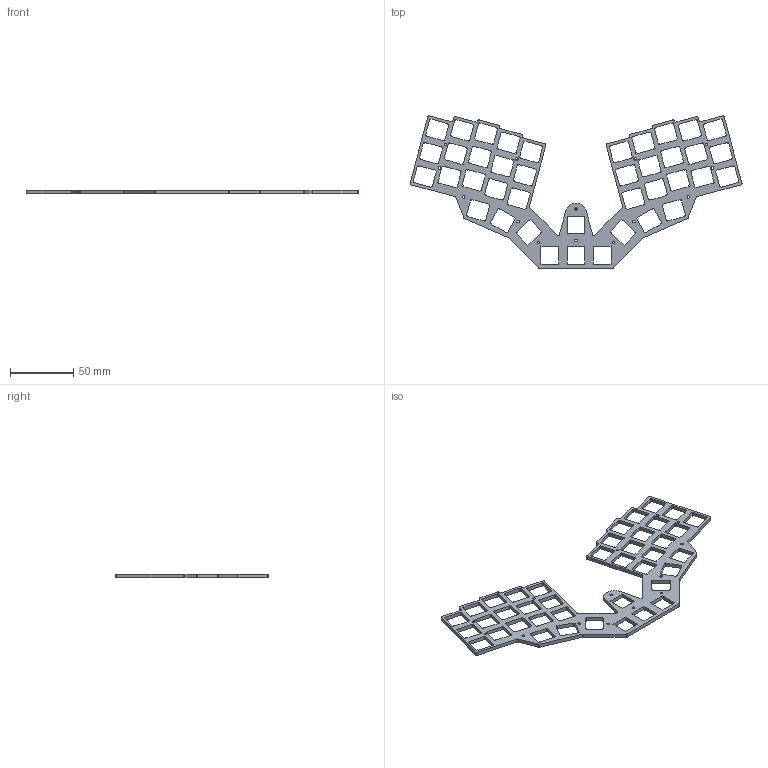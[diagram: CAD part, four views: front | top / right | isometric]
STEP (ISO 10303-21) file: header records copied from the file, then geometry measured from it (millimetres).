
FILE_DESCRIPTION(('HOOPS Exchange Step'),'2;1');
FILE_NAME('temp_export','2022-09-21T12:02:40-04:00',('mobile'),('Shapr3D Limited'),'HOOPS Exchange 2022.1','Shapr3D','Authorized');
FILE_SCHEMA( ('AP203_CONFIGURATION_CONTROLLED_3D_DESIGN_OF_MECHANICAL_PARTS_AND_ASSEMBLIES_MIM_LF') );
Length unit declared in the file: millimetre
Products named in the file (1): Plate
Bounding box: 261.58 x 120.07 x 3 mm (x, y, z)
Volume: 24103.1 mm3; surface area: 25943.1 mm2
Topology: 1 solids, 1 shells, 630 faces, 1884 edges, 1256 vertices
Faces by surface type: plane 580, cylinder 40, bspline 10
Full cylindrical faces by diameter (mm): 2 x4
Entity records: 22447 total; most frequent: CARTESIAN_POINT 5231, ORIENTED_EDGE 3768, DIRECTION 3176, EDGE_CURVE 1884, VECTOR 1774, LINE 1774, VERTEX_POINT 1256, EDGE_LOOP 738
